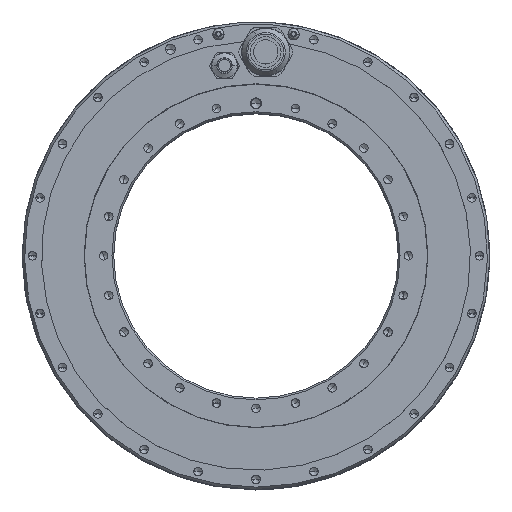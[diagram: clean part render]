
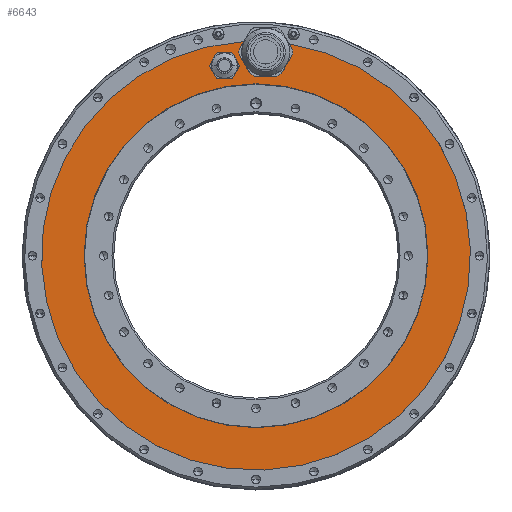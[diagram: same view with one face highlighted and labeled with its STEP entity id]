
A CAD part, top view. The second image highlights one B-rep face of the part: STEP entity #6643.
In plain terms, the highlighted planar face has unit normal (0, 0, 1).
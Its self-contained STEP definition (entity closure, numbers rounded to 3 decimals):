
#341=CARTESIAN_POINT('',(0.,0.,-0.15));
#342=DIRECTION('',(0.,0.,1.));
#343=DIRECTION('',(-1.,0.,0.));
#344=AXIS2_PLACEMENT_3D('',#341,#342,#343);
#355=CARTESIAN_POINT('',(0.,0.,-0.15));
#356=DIRECTION('',(0.,0.,1.));
#357=DIRECTION('',(1.,0.,0.));
#358=AXIS2_PLACEMENT_3D('',#355,#356,#357);
#360=DIRECTION('',(0.5,-0.866,0.));
#361=VECTOR('',#360,3.137);
#362=CARTESIAN_POINT('',(-10.655,98.108,
-0.15));
#363=LINE('',#362,#361);
#364=CARTESIAN_POINT('',(-15.5,93.5,-0.15));
#365=DIRECTION('',(0.,0.,1.));
#366=DIRECTION('',(0.725,0.689,0.));
#367=AXIS2_PLACEMENT_3D('',#364,#365,#366);
#369=DIRECTION('',(-1.,0.,0.));
#370=VECTOR('',#369,3.137);
#371=CARTESIAN_POINT('',(-13.931,100.,-0.15));
#372=LINE('',#371,#370);
#373=CARTESIAN_POINT('',(-15.5,93.5,-0.15));
#374=DIRECTION('',(0.,0.,1.));
#375=DIRECTION('',(-0.235,0.972,0.));
#376=AXIS2_PLACEMENT_3D('',#373,#374,#375);
#378=DIRECTION('',(0.5,0.866,0.));
#379=VECTOR('',#378,3.137);
#380=CARTESIAN_POINT('',(-21.913,95.392,
-0.15));
#381=LINE('',#380,#379);
#382=CARTESIAN_POINT('',(-15.5,93.5,-0.15));
#383=DIRECTION('',(0.,0.,1.));
#384=DIRECTION('',(-0.959,0.283,0.));
#385=AXIS2_PLACEMENT_3D('',#382,#383,#384);
#387=DIRECTION('',(-0.5,0.866,0.));
#388=VECTOR('',#387,3.137);
#389=CARTESIAN_POINT('',(-20.345,88.892,
-0.15));
#390=LINE('',#389,#388);
#391=CARTESIAN_POINT('',(-15.5,93.5,-0.15));
#392=DIRECTION('',(0.,0.,1.));
#393=DIRECTION('',(-0.725,-0.689,0.));
#394=AXIS2_PLACEMENT_3D('',#391,#392,#393);
#396=DIRECTION('',(1.,0.,0.));
#397=VECTOR('',#396,3.137);
#398=CARTESIAN_POINT('',(-17.069,87.,-0.15));
#399=LINE('',#398,#397);
#400=CARTESIAN_POINT('',(-15.5,93.5,-0.15));
#401=DIRECTION('',(0.,0.,1.));
#402=DIRECTION('',(0.235,-0.972,0.));
#403=AXIS2_PLACEMENT_3D('',#400,#401,#402);
#405=DIRECTION('',(-0.5,-0.866,0.));
#406=VECTOR('',#405,3.137);
#407=CARTESIAN_POINT('',(-9.087,91.608,
-0.15));
#408=LINE('',#407,#406);
#409=CARTESIAN_POINT('',(-15.5,93.5,-0.15));
#410=DIRECTION('',(0.,0.,1.));
#411=DIRECTION('',(0.959,-0.283,0.));
#412=AXIS2_PLACEMENT_3D('',#409,#410,#411);
#414=CARTESIAN_POINT('',(4.8,100.2,-0.15));
#415=DIRECTION('',(0.,0.,1.));
#416=DIRECTION('',(-0.766,-0.643,0.));
#417=AXIS2_PLACEMENT_3D('',#414,#415,#416);
#419=DIRECTION('',(-1.,0.,0.));
#420=VECTOR('',#419,4.249);
#421=CARTESIAN_POINT('',(6.924,88.2,-0.15));
#422=LINE('',#421,#420);
#423=CARTESIAN_POINT('',(4.8,100.2,-0.15));
#424=DIRECTION('',(0.,0.,1.));
#425=DIRECTION('',(0.174,-0.985,0.));
#426=AXIS2_PLACEMENT_3D('',#423,#424,#425);
#428=DIRECTION('',(-0.5,-0.866,0.));
#429=VECTOR('',#428,4.249);
#430=CARTESIAN_POINT('',(16.254,96.04,-0.15));
#431=LINE('',#430,#429);
#432=CARTESIAN_POINT('',(4.8,100.2,-0.15));
#433=DIRECTION('',(0.,0.,1.));
#434=DIRECTION('',(0.94,-0.341,0.));
#435=AXIS2_PLACEMENT_3D('',#432,#433,#434);
#437=DIRECTION('',(-0.5,-0.866,0.));
#438=VECTOR('',#437,1.112);
#439=CARTESIAN_POINT('',(-6.098,105.324,
-0.15));
#440=LINE('',#439,#438);
#441=CARTESIAN_POINT('',(4.8,100.2,-0.15));
#442=DIRECTION('',(0.,0.,1.));
#443=DIRECTION('',(-0.94,0.341,0.));
#444=AXIS2_PLACEMENT_3D('',#441,#442,#443);
#446=DIRECTION('',(0.5,-0.866,0.));
#447=VECTOR('',#446,4.249);
#448=CARTESIAN_POINT('',(-6.654,96.04,
-0.15));
#449=LINE('',#448,#447);
#3171=CARTESIAN_POINT('',(0.,0.,-0.15));
#3172=DIRECTION('',(0.,0.,1.));
#3173=DIRECTION('',(-0.058,0.998,0.));
#3174=AXIS2_PLACEMENT_3D('',#3171,#3172,#3173);
#5772=CARTESIAN_POINT('',(-84.585,0.,-0.15));
#5773=CARTESIAN_POINT('',(84.585,0.,-0.15));
#5774=VERTEX_POINT('',#5772);
#5775=VERTEX_POINT('',#5773);
#5944=CARTESIAN_POINT('',(-10.655,98.108,
-0.15));
#5945=CARTESIAN_POINT('',(-9.087,95.392,
-0.15));
#5946=VERTEX_POINT('',#5944);
#5947=VERTEX_POINT('',#5945);
#5948=CARTESIAN_POINT('',(-13.931,100.,-0.15));
#5949=VERTEX_POINT('',#5948);
#5950=CARTESIAN_POINT('',(-17.069,100.,-0.15));
#5951=VERTEX_POINT('',#5950);
#5952=CARTESIAN_POINT('',(-20.345,98.108,
-0.15));
#5953=VERTEX_POINT('',#5952);
#5954=CARTESIAN_POINT('',(-21.913,95.392,
-0.15));
#5955=VERTEX_POINT('',#5954);
#5956=CARTESIAN_POINT('',(-21.913,91.608,
-0.15));
#5957=VERTEX_POINT('',#5956);
#5958=CARTESIAN_POINT('',(-20.345,88.892,
-0.15));
#5959=VERTEX_POINT('',#5958);
#5960=CARTESIAN_POINT('',(-17.069,87.,-0.15));
#5961=VERTEX_POINT('',#5960);
#5962=CARTESIAN_POINT('',(-13.931,87.,-0.15));
#5963=VERTEX_POINT('',#5962);
#5964=CARTESIAN_POINT('',(-10.655,88.892,
-0.15));
#5965=VERTEX_POINT('',#5964);
#5966=CARTESIAN_POINT('',(-9.087,91.608,
-0.15));
#5967=VERTEX_POINT('',#5966);
#6136=CARTESIAN_POINT('',(-4.53,92.36,
-0.15));
#6137=CARTESIAN_POINT('',(2.676,88.2,-0.15));
#6138=VERTEX_POINT('',#6136);
#6139=VERTEX_POINT('',#6137);
#6140=CARTESIAN_POINT('',(-6.654,96.04,
-0.15));
#6141=VERTEX_POINT('',#6140);
#6142=CARTESIAN_POINT('',(-6.654,104.36,
-0.15));
#6143=VERTEX_POINT('',#6142);
#6144=CARTESIAN_POINT('',(-6.098,105.324,
-0.15));
#6145=VERTEX_POINT('',#6144);
#6146=CARTESIAN_POINT('',(16.254,96.04,
-0.15));
#6147=CARTESIAN_POINT('',(16.3,104.234,
-0.15));
#6148=VERTEX_POINT('',#6146);
#6149=VERTEX_POINT('',#6147);
#6150=CARTESIAN_POINT('',(14.13,92.36,
-0.15));
#6151=VERTEX_POINT('',#6150);
#6152=CARTESIAN_POINT('',(6.924,88.2,-0.15));
#6153=VERTEX_POINT('',#6152);
#6588=CARTESIAN_POINT('',(0.,0.,-0.15));
#6589=DIRECTION('',(0.,0.,1.));
#6590=DIRECTION('',(1.,0.,0.));
#6591=AXIS2_PLACEMENT_3D('',#6588,#6589,#6590);
#6592=PLANE('',#6591);
#6594=ORIENTED_EDGE('',*,*,#6593,.T.);
#6596=ORIENTED_EDGE('',*,*,#6595,.F.);
#6598=ORIENTED_EDGE('',*,*,#6597,.T.);
#6600=ORIENTED_EDGE('',*,*,#6599,.F.);
#6602=ORIENTED_EDGE('',*,*,#6601,.T.);
#6604=ORIENTED_EDGE('',*,*,#6603,.F.);
#6606=ORIENTED_EDGE('',*,*,#6605,.T.);
#6608=ORIENTED_EDGE('',*,*,#6607,.T.);
#6610=ORIENTED_EDGE('',*,*,#6609,.T.);
#6611=EDGE_LOOP('',(#6594,#6596,#6598,#6600,#6602,#6604,#6606,#6608,#6610));
#6612=FACE_OUTER_BOUND('',#6611,.F.);
#6614=ORIENTED_EDGE('',*,*,#6613,.F.);
#6616=ORIENTED_EDGE('',*,*,#6615,.T.);
#6618=ORIENTED_EDGE('',*,*,#6617,.T.);
#6620=ORIENTED_EDGE('',*,*,#6619,.T.);
#6622=ORIENTED_EDGE('',*,*,#6621,.F.);
#6624=ORIENTED_EDGE('',*,*,#6623,.T.);
#6626=ORIENTED_EDGE('',*,*,#6625,.F.);
#6628=ORIENTED_EDGE('',*,*,#6627,.T.);
#6630=ORIENTED_EDGE('',*,*,#6629,.T.);
#6632=ORIENTED_EDGE('',*,*,#6631,.T.);
#6634=ORIENTED_EDGE('',*,*,#6633,.F.);
#6636=ORIENTED_EDGE('',*,*,#6635,.T.);
#6637=EDGE_LOOP('',(#6614,#6616,#6618,#6620,#6622,#6624,#6626,#6628,#6630,#6632,
#6634,#6636));
#6638=FACE_BOUND('',#6637,.F.);
#6639=ORIENTED_EDGE('',*,*,#6554,.T.);
#6640=ORIENTED_EDGE('',*,*,#6575,.T.);
#6641=EDGE_LOOP('',(#6639,#6640));
#6642=FACE_BOUND('',#6641,.F.);
#6643=ADVANCED_FACE('',(#6612,#6638,#6642),#6592,.T.);
#345=CIRCLE('',#344,84.585);
#359=CIRCLE('',#358,84.585);
#368=CIRCLE('',#367,6.687);
#377=CIRCLE('',#376,6.687);
#386=CIRCLE('',#385,6.687);
#395=CIRCLE('',#394,6.687);
#404=CIRCLE('',#403,6.687);
#413=CIRCLE('',#412,6.687);
#418=CIRCLE('',#417,12.187);
#427=CIRCLE('',#426,12.187);
#436=CIRCLE('',#435,12.187);
#445=CIRCLE('',#444,12.187);
#3175=CIRCLE('',#3174,105.5);
#6554=EDGE_CURVE('',#5774,#5775,#345,.T.);
#6575=EDGE_CURVE('',#5775,#5774,#359,.T.);
#6593=EDGE_CURVE('',#6138,#6139,#418,.T.);
#6595=EDGE_CURVE('',#6153,#6139,#422,.T.);
#6597=EDGE_CURVE('',#6153,#6151,#427,.T.);
#6599=EDGE_CURVE('',#6148,#6151,#431,.T.);
#6601=EDGE_CURVE('',#6148,#6149,#436,.T.);
#6603=EDGE_CURVE('',#6145,#6149,#3175,.T.);
#6605=EDGE_CURVE('',#6145,#6143,#440,.T.);
#6607=EDGE_CURVE('',#6143,#6141,#445,.T.);
#6609=EDGE_CURVE('',#6141,#6138,#449,.T.);
#6613=EDGE_CURVE('',#5946,#5947,#363,.T.);
#6615=EDGE_CURVE('',#5946,#5949,#368,.T.);
#6617=EDGE_CURVE('',#5949,#5951,#372,.T.);
#6619=EDGE_CURVE('',#5951,#5953,#377,.T.);
#6621=EDGE_CURVE('',#5955,#5953,#381,.T.);
#6623=EDGE_CURVE('',#5955,#5957,#386,.T.);
#6625=EDGE_CURVE('',#5959,#5957,#390,.T.);
#6627=EDGE_CURVE('',#5959,#5961,#395,.T.);
#6629=EDGE_CURVE('',#5961,#5963,#399,.T.);
#6631=EDGE_CURVE('',#5963,#5965,#404,.T.);
#6633=EDGE_CURVE('',#5967,#5965,#408,.T.);
#6635=EDGE_CURVE('',#5967,#5947,#413,.T.);
